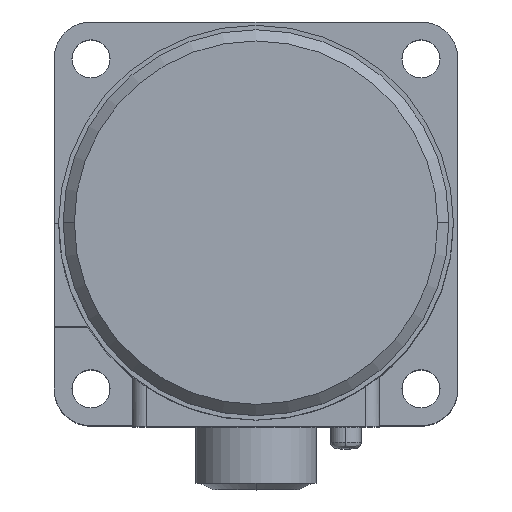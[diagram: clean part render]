
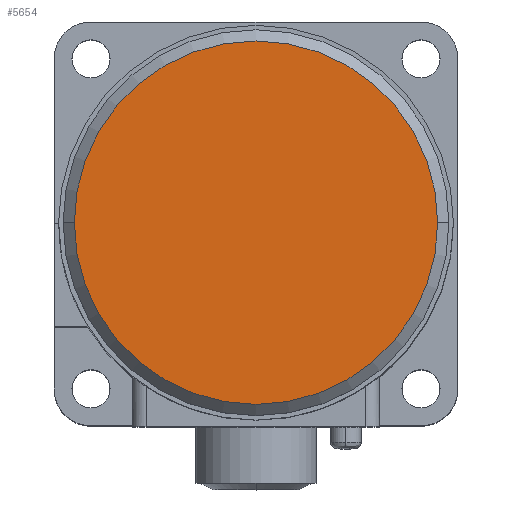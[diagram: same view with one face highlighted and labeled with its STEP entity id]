
A CAD part, top view. The second image highlights one B-rep face of the part: STEP entity #5654.
In plain terms, the highlighted planar face has unit normal (0, 0, 1).
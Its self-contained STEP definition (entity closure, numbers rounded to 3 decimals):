
#366 = VERTEX_POINT ( 'NONE', #3892 ) ;
#532 = DIRECTION ( 'NONE',  ( 0., -1., 0. ) ) ;
#673 = EDGE_CURVE ( 'NONE', #5922, #366, #4821, .T. ) ;
#777 = ORIENTED_EDGE ( 'NONE', *, *, #4243, .F. ) ;
#1163 = DIRECTION ( 'NONE',  ( 0., 0., 1. ) ) ;
#1227 = ORIENTED_EDGE ( 'NONE', *, *, #673, .F. ) ;
#1804 = CARTESIAN_POINT ( 'NONE',  ( 0., 0., 164. ) ) ;
#2366 = DIRECTION ( 'NONE',  ( -1., 0., 0. ) ) ;
#2440 = DIRECTION ( 'NONE',  ( -1., 0., 0. ) ) ;
#2475 = PLANE ( 'NONE',  #4699 ) ;
#2859 = AXIS2_PLACEMENT_3D ( 'NONE', #3727, #3079, #2440 ) ;
#3014 = DIRECTION ( 'NONE',  ( 0., 0., -1. ) ) ;
#3079 = DIRECTION ( 'NONE',  ( 0., 0., -1. ) ) ;
#3081 = CIRCLE ( 'NONE', #2859, 40.5 ) ;
#3315 = EDGE_LOOP ( 'NONE', ( #1227, #777 ) ) ;
#3727 = CARTESIAN_POINT ( 'NONE',  ( 0., 0., 164. ) ) ;
#3892 = CARTESIAN_POINT ( 'NONE',  ( 40.5, 0., 164. ) ) ;
#4243 = EDGE_CURVE ( 'NONE', #366, #5922, #3081, .T. ) ;
#4312 = CARTESIAN_POINT ( 'NONE',  ( 0., 0., 164. ) ) ;
#4534 = FACE_OUTER_BOUND ( 'NONE', #3315, .T. ) ;
#4699 = AXIS2_PLACEMENT_3D ( 'NONE', #1804, #1163, #532 ) ;
#4821 = CIRCLE ( 'NONE', #6178, 40.5 ) ;
#5103 = CARTESIAN_POINT ( 'NONE',  ( -40.5, 0., 164. ) ) ;
#5654 = ADVANCED_FACE ( 'NONE', ( #4534 ), #2475, .T. ) ;
#5922 = VERTEX_POINT ( 'NONE', #5103 ) ;
#6178 = AXIS2_PLACEMENT_3D ( 'NONE', #4312, #3014, #2366 ) ;
